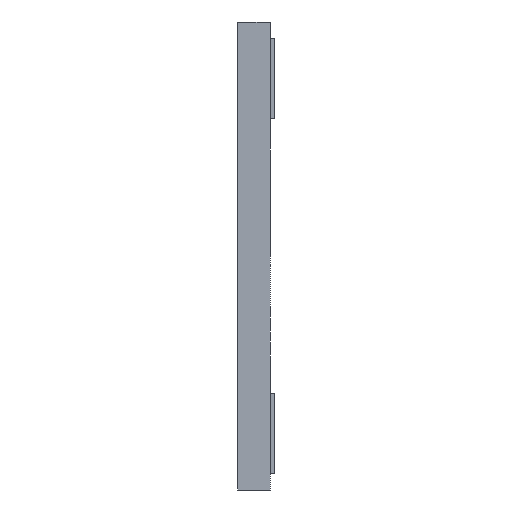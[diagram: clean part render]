
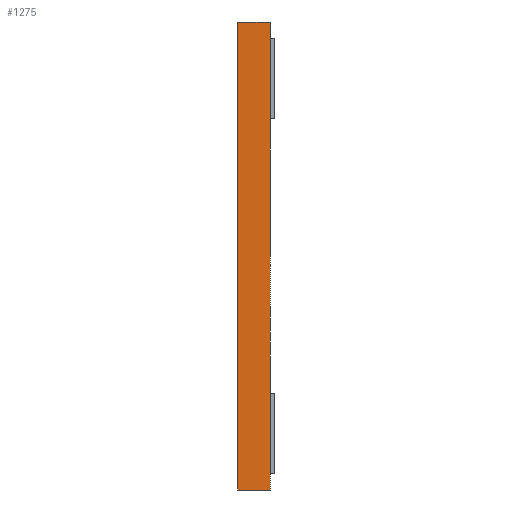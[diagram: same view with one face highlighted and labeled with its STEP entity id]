
A CAD part, left-side view. The second image highlights one B-rep face of the part: STEP entity #1275.
In plain terms, the highlighted planar face has unit normal (-1, 0, 0).
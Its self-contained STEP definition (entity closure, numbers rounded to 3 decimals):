
#17 = DIRECTION ( 'NONE',  ( 0., 0., -1. ) ) ;
#34 = VERTEX_POINT ( 'NONE', #354 ) ;
#43 = VECTOR ( 'NONE', #1240, 1000. ) ;
#46 = VECTOR ( 'NONE', #932, 1000. ) ;
#52 = EDGE_CURVE ( 'NONE', #422, #34, #714, .T. ) ;
#110 = DIRECTION ( 'NONE',  ( 0., 0., 1. ) ) ;
#329 = CARTESIAN_POINT ( 'NONE',  ( -3.5, 0.4, 2.9 ) ) ;
#354 = CARTESIAN_POINT ( 'NONE',  ( -3.5, 0., 2.9 ) ) ;
#358 = VECTOR ( 'NONE', #110, 1000. ) ;
#391 = LINE ( 'NONE', #329, #43 ) ;
#422 = VERTEX_POINT ( 'NONE', #890 ) ;
#424 = PLANE ( 'NONE',  #1199 ) ;
#426 = EDGE_LOOP ( 'NONE', ( #1242, #1068, #674, #1144 ) ) ;
#486 = VECTOR ( 'NONE', #1046, 1000. ) ;
#543 = EDGE_CURVE ( 'NONE', #811, #706, #980, .T. ) ;
#592 = EDGE_CURVE ( 'NONE', #706, #34, #391, .T. ) ;
#607 = CARTESIAN_POINT ( 'NONE',  ( -3.5, 0.4, -2.9 ) ) ;
#657 = EDGE_CURVE ( 'NONE', #811, #422, #1169, .T. ) ;
#674 = ORIENTED_EDGE ( 'NONE', *, *, #543, .F. ) ;
#706 = VERTEX_POINT ( 'NONE', #1043 ) ;
#714 = LINE ( 'NONE', #1254, #486 ) ;
#766 = CARTESIAN_POINT ( 'NONE',  ( -3.5, 0.4, -2.9 ) ) ;
#811 = VERTEX_POINT ( 'NONE', #766 ) ;
#890 = CARTESIAN_POINT ( 'NONE',  ( -3.5, 0., -2.9 ) ) ;
#932 = DIRECTION ( 'NONE',  ( 0., -1., 0. ) ) ;
#940 = CARTESIAN_POINT ( 'NONE',  ( -3.5, 0.4, -2.9 ) ) ;
#980 = LINE ( 'NONE', #607, #358 ) ;
#1037 = DIRECTION ( 'NONE',  ( 1., 0., 0. ) ) ;
#1043 = CARTESIAN_POINT ( 'NONE',  ( -3.5, 0.4, 2.9 ) ) ;
#1046 = DIRECTION ( 'NONE',  ( 0., 0., 1. ) ) ;
#1068 = ORIENTED_EDGE ( 'NONE', *, *, #592, .F. ) ;
#1144 = ORIENTED_EDGE ( 'NONE', *, *, #657, .T. ) ;
#1169 = LINE ( 'NONE', #1222, #46 ) ;
#1199 = AXIS2_PLACEMENT_3D ( 'NONE', #940, #1037, #17 ) ;
#1221 = FACE_OUTER_BOUND ( 'NONE', #426, .T. ) ;
#1222 = CARTESIAN_POINT ( 'NONE',  ( -3.5, 0.4, -2.9 ) ) ;
#1240 = DIRECTION ( 'NONE',  ( 0., -1., 0. ) ) ;
#1242 = ORIENTED_EDGE ( 'NONE', *, *, #52, .T. ) ;
#1254 = CARTESIAN_POINT ( 'NONE',  ( -3.5, 0., -2.9 ) ) ;
#1275 = ADVANCED_FACE ( 'NONE', ( #1221 ), #424, .F. ) ;
